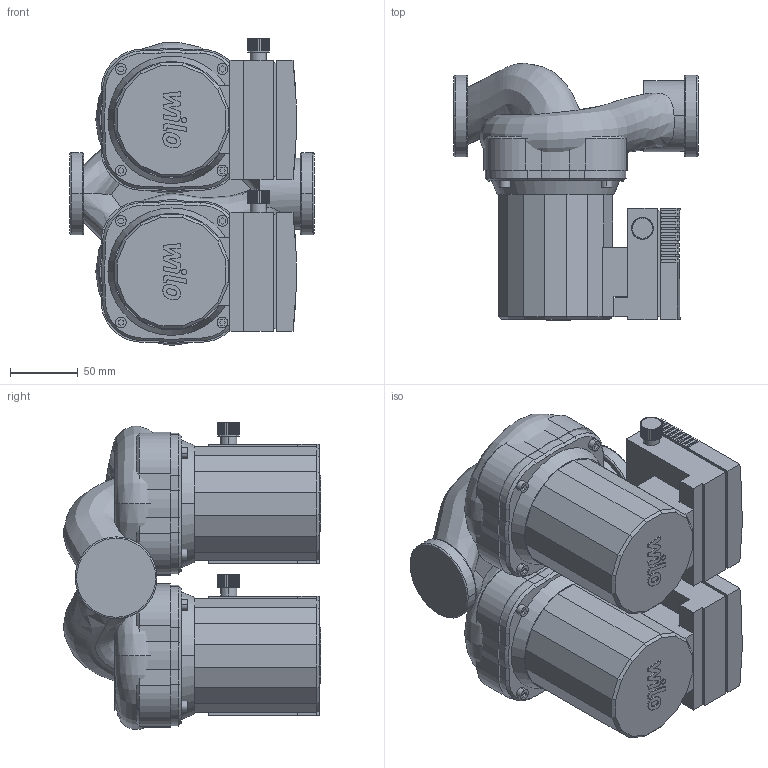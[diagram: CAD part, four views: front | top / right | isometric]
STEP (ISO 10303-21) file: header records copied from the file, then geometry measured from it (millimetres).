
FILE_DESCRIPTION((''),'2;1');
FILE_NAME('3d_TOPSD30_51~-2044015.stp','2014-09-03T12:47:52',(''),(''),'Mechanical Desktop 2009','Mechanical Desktop 2009',', , ');
FILE_SCHEMA(('CONFIG_CONTROL_DESIGN'));
Length unit declared in the file: millimetre
Products named in the file (1): Product
Bounding box: 180 x 189.55 x 226.46 mm (x, y, z)
Volume: 3624791.7 mm3; surface area: 332464.6 mm2
Topology: 16 solids, 16 shells, 985 faces, 2681 edges, 1757 vertices
Faces by surface type: plane 511, bspline 250, cylinder 184, cone 36, torus 4
Entity records: 40514 total; most frequent: CARTESIAN_POINT 16195, ORIENTED_EDGE 5362, DIRECTION 4480, EDGE_CURVE 2681, VECTOR 1970, LINE 1970, VERTEX_POINT 1757, AXIS2_PLACEMENT_3D 1255
